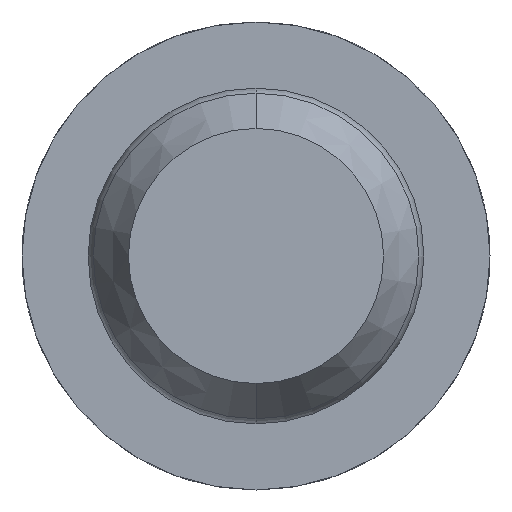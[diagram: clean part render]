
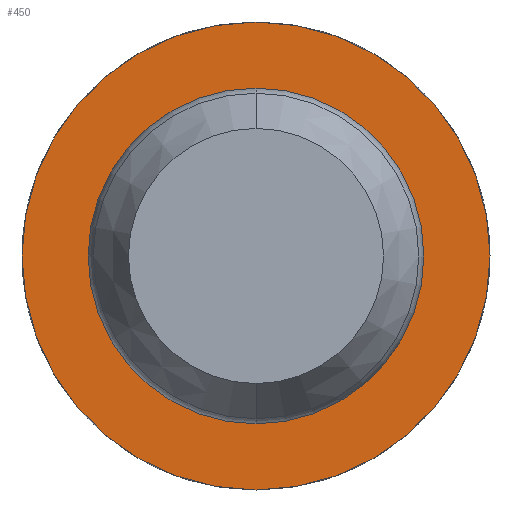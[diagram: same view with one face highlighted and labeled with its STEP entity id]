
A CAD part, front view. The second image highlights one B-rep face of the part: STEP entity #450.
In plain terms, the highlighted planar face has unit normal (0, -1, 0).
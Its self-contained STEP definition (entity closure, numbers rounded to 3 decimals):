
#31 = VERTEX_POINT ( 'NONE', #3084 ) ;
#203 = ORIENTED_EDGE ( 'NONE', *, *, #1432, .T. ) ;
#259 = ORIENTED_EDGE ( 'NONE', *, *, #2022, .T. ) ;
#372 = VERTEX_POINT ( 'NONE', #582 ) ;
#407 = CARTESIAN_POINT ( 'NONE',  ( 0., -10.5, 0. ) ) ;
#450 = ADVANCED_FACE ( 'Defeature ausgef�hrt3_4', ( #1041, #2003 ), #2346, .F. ) ;
#582 = CARTESIAN_POINT ( 'NONE',  ( 0., -10.5, -0.825 ) ) ;
#965 = AXIS2_PLACEMENT_3D ( 'NONE', #3265, #3301, #1556 ) ;
#970 = EDGE_CURVE ( 'Defeature ausgef�hrt3_3+Defeature ausgef�hrt3_4+Defeature ausgef�hrt3_4+Defeature ausgef�hrt3_4', #2096, #1969, #3552, .T. ) ;
#1041 = FACE_OUTER_BOUND ( 'NONE', #1744, .T. ) ;
#1125 = CIRCLE ( 'NONE', #2966, 1.15 ) ;
#1299 = AXIS2_PLACEMENT_3D ( 'NONE', #3222, #1504, #3188 ) ;
#1380 = EDGE_CURVE ( 'Defeature ausgef�hrt3_3+Defeature ausgef�hrt3_4+Defeature ausgef�hrt3_4+Defeature ausgef�hrt3_4', #1969, #2096, #1125, .T. ) ;
#1432 = EDGE_CURVE ( 'Defeature ausgef�hrt3_4+Defeature ausgef�hrt3_5+Defeature ausgef�hrt3_5+Defeature ausgef�hrt3_5', #372, #31, #3277, .T. ) ;
#1504 = DIRECTION ( 'NONE',  ( 0., 1., 0. ) ) ;
#1556 = DIRECTION ( 'NONE',  ( 0., 0., 1. ) ) ;
#1564 = CARTESIAN_POINT ( 'NONE',  ( 0., -10.5, 0. ) ) ;
#1627 = CARTESIAN_POINT ( 'NONE',  ( 0., -10.5, -1.15 ) ) ;
#1744 = EDGE_LOOP ( 'NONE', ( #2995, #2041 ) ) ;
#1813 = CARTESIAN_POINT ( 'NONE',  ( 0., -10.5, 1.15 ) ) ;
#1969 = VERTEX_POINT ( 'NONE', #1813 ) ;
#2003 = FACE_BOUND ( 'NONE', #2722, .T. ) ;
#2022 = EDGE_CURVE ( 'Defeature ausgef�hrt3_4+Defeature ausgef�hrt3_5+Defeature ausgef�hrt3_5+Defeature ausgef�hrt3_5', #31, #372, #3030, .T. ) ;
#2041 = ORIENTED_EDGE ( 'NONE', *, *, #970, .F. ) ;
#2096 = VERTEX_POINT ( 'NONE', #1627 ) ;
#2111 = DIRECTION ( 'NONE',  ( 0., 1., 0. ) ) ;
#2129 = DIRECTION ( 'NONE',  ( 0., 0., 1. ) ) ;
#2346 = PLANE ( 'NONE',  #1299 ) ;
#2384 = DIRECTION ( 'NONE',  ( 0., 1., 0. ) ) ;
#2704 = DIRECTION ( 'NONE',  ( 0., 1., 0. ) ) ;
#2722 = EDGE_LOOP ( 'NONE', ( #259, #203 ) ) ;
#2966 = AXIS2_PLACEMENT_3D ( 'NONE', #3247, #2111, #3225 ) ;
#2995 = ORIENTED_EDGE ( 'NONE', *, *, #1380, .F. ) ;
#3030 = CIRCLE ( 'NONE', #3180, 0.825 ) ;
#3084 = CARTESIAN_POINT ( 'NONE',  ( 0., -10.5, 0.825 ) ) ;
#3153 = AXIS2_PLACEMENT_3D ( 'NONE', #407, #2384, #3547 ) ;
#3180 = AXIS2_PLACEMENT_3D ( 'NONE', #1564, #2704, #2129 ) ;
#3188 = DIRECTION ( 'NONE',  ( 0., 0., 1. ) ) ;
#3222 = CARTESIAN_POINT ( 'NONE',  ( 1.15, -10.5, 0. ) ) ;
#3225 = DIRECTION ( 'NONE',  ( 0., 0., 1. ) ) ;
#3247 = CARTESIAN_POINT ( 'NONE',  ( 0., -10.5, 0. ) ) ;
#3265 = CARTESIAN_POINT ( 'NONE',  ( 0., -10.5, 0. ) ) ;
#3277 = CIRCLE ( 'NONE', #3153, 0.825 ) ;
#3301 = DIRECTION ( 'NONE',  ( 0., 1., 0. ) ) ;
#3547 = DIRECTION ( 'NONE',  ( 0., 0., 1. ) ) ;
#3552 = CIRCLE ( 'NONE', #965, 1.15 ) ;
